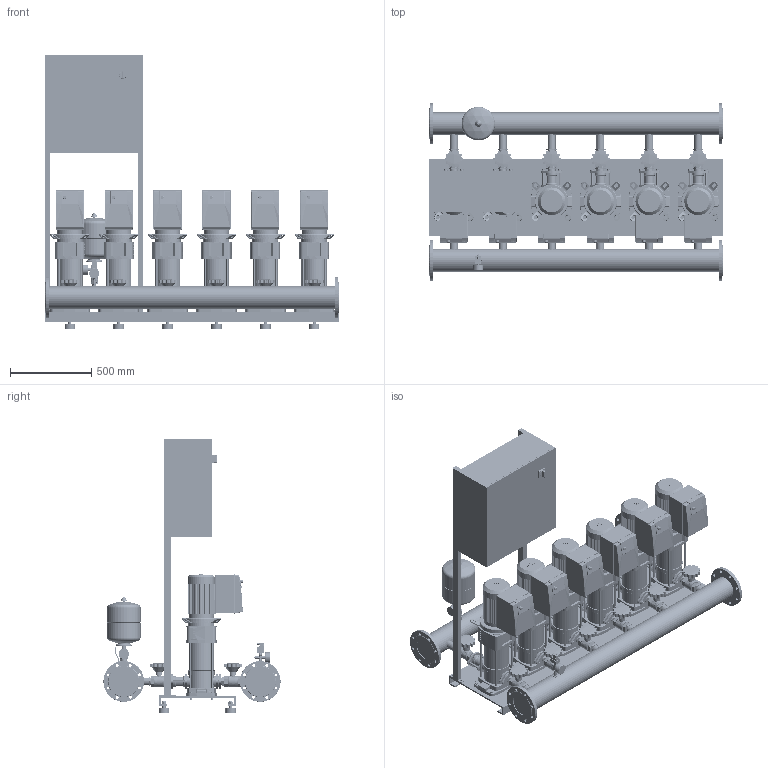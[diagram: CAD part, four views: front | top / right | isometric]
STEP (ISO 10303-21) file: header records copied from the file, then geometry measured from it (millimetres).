
FILE_DESCRIPTION((''),'2;1');
FILE_NAME('3d_COR-6HELIXVE1602_K_CCE-01-2532347.stp','2015-10-05T07:25:12',(''),(''),'Mechanical Desktop 2009','Mechanical Desktop 2009',', , ');
FILE_SCHEMA(('CONFIG_CONTROL_DESIGN'));
Length unit declared in the file: millimetre
Products named in the file (1): Product
Bounding box: 1800 x 1088 x 1685 mm (x, y, z)
Volume: 333409033.2 mm3; surface area: 17665090.3 mm2
Topology: 333 solids, 333 shells, 8251 faces, 20735 edges, 13446 vertices
Faces by surface type: bspline 2624, cylinder 2596, plane 2290, cone 349, torus 280, sphere 112
Entity records: 273544 total; most frequent: CARTESIAN_POINT 79678, ORIENTED_EDGE 41274, DIRECTION 38556, EDGE_CURVE 20637, AXIS2_PLACEMENT_3D 13653, VERTEX_POINT 13443, VECTOR 11250, LINE 11250
